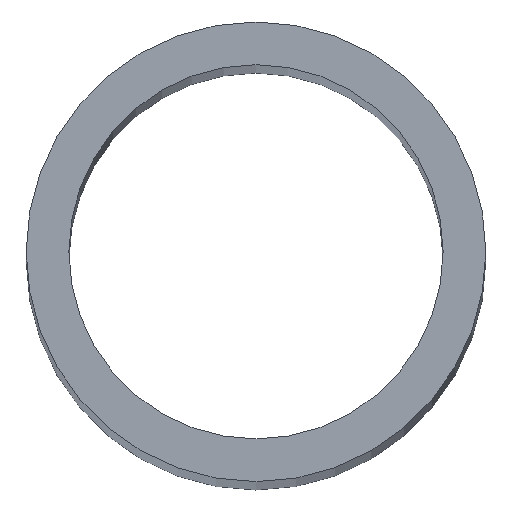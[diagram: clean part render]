
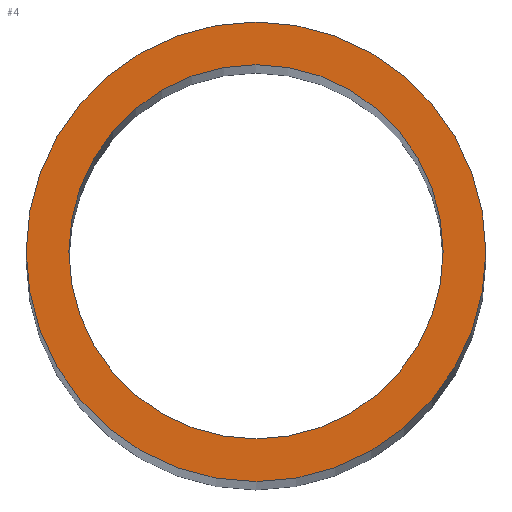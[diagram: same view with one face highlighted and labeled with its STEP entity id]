
A CAD part, top view. The second image highlights one B-rep face of the part: STEP entity #4.
In plain terms, the highlighted planar face has unit normal (0, 0, 1).
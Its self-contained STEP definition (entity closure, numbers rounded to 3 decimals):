
#1 = ORIENTED_EDGE ( 'NONE', *, *, #226, .F. ) ;
#4 = ADVANCED_FACE ( 'NONE', ( #101, #56 ), #136, .T. ) ;
#6 = AXIS2_PLACEMENT_3D ( 'NONE', #46, #216, #196 ) ;
#12 = EDGE_CURVE ( 'NONE', #120, #41, #49, .T. ) ;
#17 = ORIENTED_EDGE ( 'NONE', *, *, #170, .F. ) ;
#22 = DIRECTION ( 'NONE',  ( 0., 0., 1. ) ) ;
#23 = CARTESIAN_POINT ( 'NONE',  ( 9.75, 0., 250. ) ) ;
#25 = EDGE_CURVE ( 'NONE', #41, #120, #110, .T. ) ;
#41 = VERTEX_POINT ( 'NONE', #247 ) ;
#44 = DIRECTION ( 'NONE',  ( 0., 0., 1. ) ) ;
#46 = CARTESIAN_POINT ( 'NONE',  ( 0., 0., 250. ) ) ;
#49 = CIRCLE ( 'NONE', #205, 11.975 ) ;
#56 = FACE_BOUND ( 'NONE', #152, .T. ) ;
#57 = AXIS2_PLACEMENT_3D ( 'NONE', #103, #44, #122 ) ;
#60 = VERTEX_POINT ( 'NONE', #23 ) ;
#73 = CARTESIAN_POINT ( 'NONE',  ( -11.975, 0., 250. ) ) ;
#78 = DIRECTION ( 'NONE',  ( 1., 0., 0. ) ) ;
#79 = DIRECTION ( 'NONE',  ( 0., 0., 1. ) ) ;
#80 = DIRECTION ( 'NONE',  ( 0., 0., 1. ) ) ;
#98 = CIRCLE ( 'NONE', #6, 9.75 ) ;
#100 = CARTESIAN_POINT ( 'NONE',  ( 0., 0., 250. ) ) ;
#101 = FACE_OUTER_BOUND ( 'NONE', #248, .T. ) ;
#103 = CARTESIAN_POINT ( 'NONE',  ( 0., 0., 250. ) ) ;
#110 = CIRCLE ( 'NONE', #142, 11.975 ) ;
#120 = VERTEX_POINT ( 'NONE', #73 ) ;
#122 = DIRECTION ( 'NONE',  ( 1., 0., 0. ) ) ;
#125 = CARTESIAN_POINT ( 'NONE',  ( 0., 0., 250. ) ) ;
#129 = CARTESIAN_POINT ( 'NONE',  ( -9.75, 0., 250. ) ) ;
#136 = PLANE ( 'NONE',  #57 ) ;
#138 = AXIS2_PLACEMENT_3D ( 'NONE', #235, #80, #220 ) ;
#141 = DIRECTION ( 'NONE',  ( 1., 0., 0. ) ) ;
#142 = AXIS2_PLACEMENT_3D ( 'NONE', #125, #79, #78 ) ;
#152 = EDGE_LOOP ( 'NONE', ( #1, #17 ) ) ;
#170 = EDGE_CURVE ( 'NONE', #60, #172, #98, .T. ) ;
#172 = VERTEX_POINT ( 'NONE', #129 ) ;
#196 = DIRECTION ( 'NONE',  ( 1., 0., 0. ) ) ;
#205 = AXIS2_PLACEMENT_3D ( 'NONE', #100, #22, #141 ) ;
#206 = ORIENTED_EDGE ( 'NONE', *, *, #12, .T. ) ;
#216 = DIRECTION ( 'NONE',  ( 0., 0., 1. ) ) ;
#220 = DIRECTION ( 'NONE',  ( 1., 0., 0. ) ) ;
#226 = EDGE_CURVE ( 'NONE', #172, #60, #227, .T. ) ;
#227 = CIRCLE ( 'NONE', #138, 9.75 ) ;
#230 = ORIENTED_EDGE ( 'NONE', *, *, #25, .T. ) ;
#235 = CARTESIAN_POINT ( 'NONE',  ( 0., 0., 250. ) ) ;
#247 = CARTESIAN_POINT ( 'NONE',  ( 11.975, 0., 250. ) ) ;
#248 = EDGE_LOOP ( 'NONE', ( #206, #230 ) ) ;
